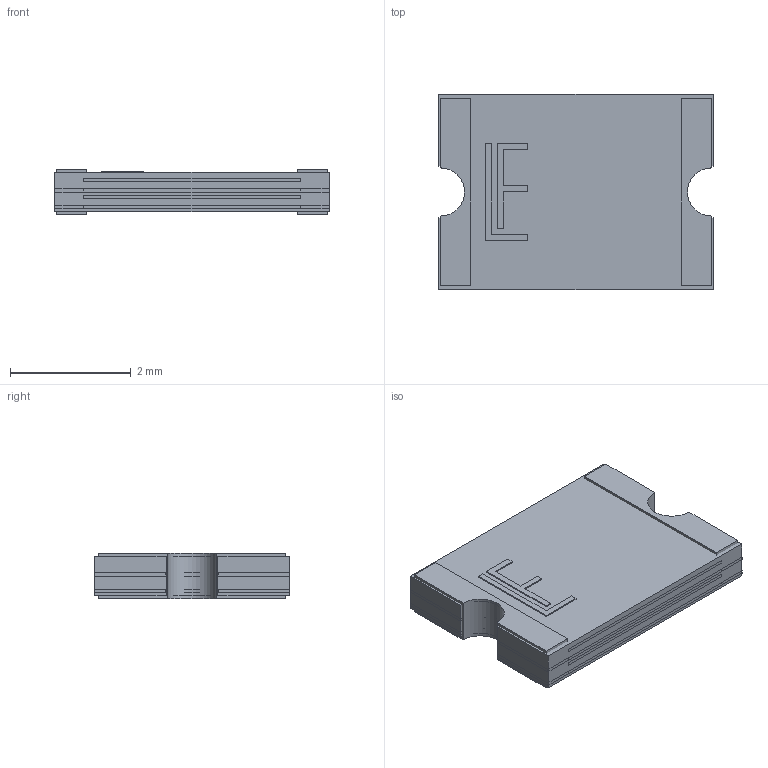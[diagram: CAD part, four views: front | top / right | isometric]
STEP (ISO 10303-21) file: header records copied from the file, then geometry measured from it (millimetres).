
FILE_DESCRIPTION(('FreeCAD Model'),'2;1');
FILE_NAME('373781.1.1.stp','2021-04-28T11:36:37',( 'Author'),(''),'Open CASCADE STEP processor 6.9','FreeCAD','Unknown' );
FILE_SCHEMA(('AUTOMOTIVE_DESIGN { 1 0 10303 214 1 1 1 1 }'));
Length unit declared in the file: millimetre
Products named in the file (5): ASSEMBLY; Body; Intersect; Terminal; solidWriting
Assembly tree (4 placements, depth 2):
  ASSEMBLY
    Body
    Intersect
    Terminal
    solidWriting
Bounding box: 4.55 x 3.25 x 0.75 mm (x, y, z)
Surface area: 163.4 mm2
Topology: 9 solids, 9 shells, 110 faces, 260 edges, 168 vertices
Faces by surface type: plane 94, cylinder 16
Entity records: 6717 total; most frequent: CARTESIAN_POINT 1259, DIRECTION 996, LINE 700, VECTOR 700, ORIENTED_EDGE 520, PCURVE 520, DEFINITIONAL_REPRESENTATION 520, EDGE_CURVE 260
